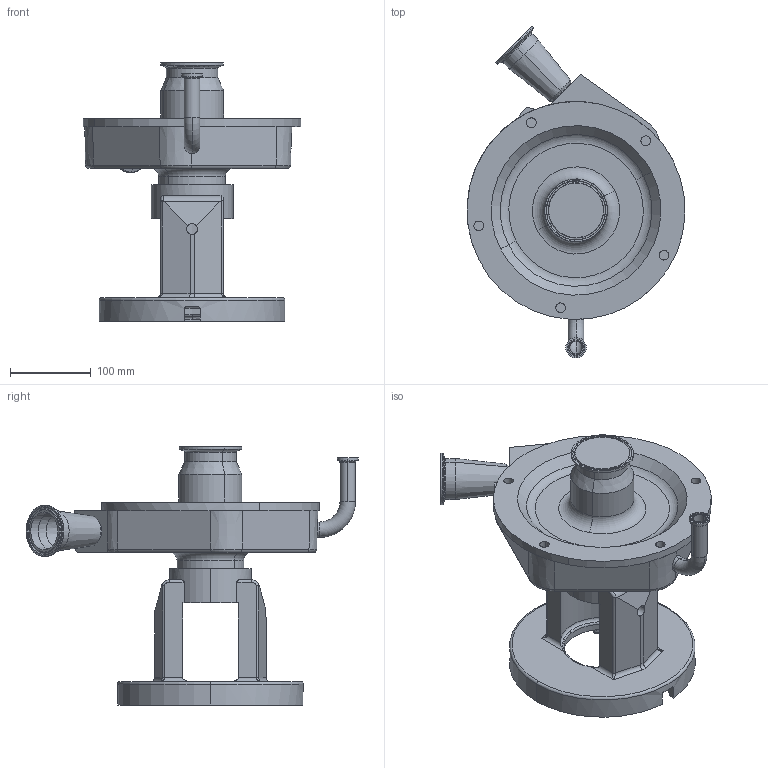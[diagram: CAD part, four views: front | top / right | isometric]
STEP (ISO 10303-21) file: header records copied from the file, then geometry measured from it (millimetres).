
FILE_DESCRIPTION (( 'STEP AP214' ), '1' );
FILE_NAME ('FPX 1741-1742 250TC 45L 3-4 In ELBOW FRONT.STEP', '2022-12-16T16:22:01', ( '' ), ( '' ), 'SwSTEP 2.0', 'SolidWorks 2021', '' );
FILE_SCHEMA (( 'AUTOMOTIVE_DESIGN' ));
Length unit declared in the file: millimetre
Products named in the file (2): FPX 1741-1742 250TC 45L 3-4 In ELBOW FRONT; FPX 1740 250TC 45L 3-4 In ELBOW FRONT^1275000085.STEP
Assembly tree (1 placements, depth 2):
  FPX 1741-1742 250TC 45L 3-4 In ELBOW FRONT
    FPX 1740 250TC 45L 3-4 In ELBOW FRONT^1275000085.STEP
Bounding box: 269.78 x 411.06 x 319.5 mm (x, y, z)
Volume: 4059706.2 mm3; surface area: 506826.2 mm2
Topology: 1 solids, 2 shells, 367 faces, 864 edges, 508 vertices
Faces by surface type: cylinder 133, torus 102, plane 67, cone 39, bspline 19, sphere 7
Entity records: 17972 total; most frequent: CARTESIAN_POINT 9525, DIRECTION 1891, ORIENTED_EDGE 1712, EDGE_CURVE 856, AXIS2_PLACEMENT_3D 813, VERTEX_POINT 507, CIRCLE 461, EDGE_LOOP 387
